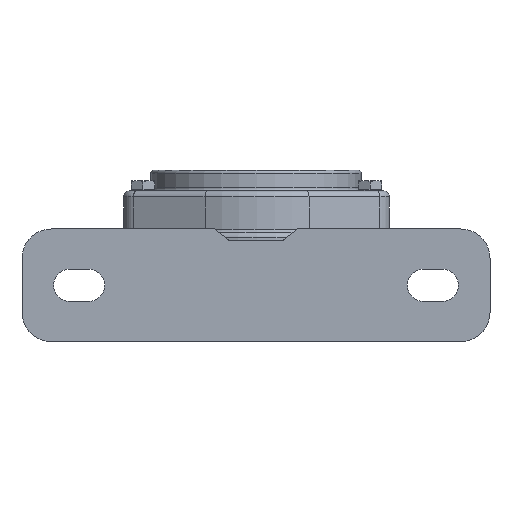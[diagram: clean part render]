
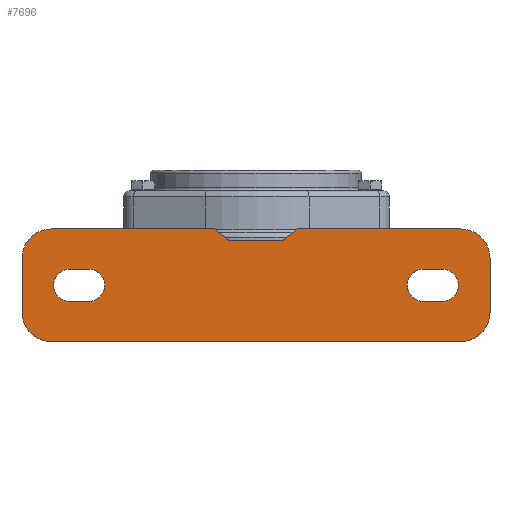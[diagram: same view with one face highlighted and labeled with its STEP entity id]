
A CAD part, front view. The second image highlights one B-rep face of the part: STEP entity #7696.
In plain terms, the highlighted planar face has unit normal (0, -1, 0).
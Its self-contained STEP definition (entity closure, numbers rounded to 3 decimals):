
#849=LINE($,#13066,#1215);
#854=LINE($,#13079,#1220);
#859=LINE($,#13097,#1225);
#862=LINE($,#13106,#1228);
#864=LINE($,#13123,#1230);
#877=LINE($,#13208,#1243);
#878=LINE($,#13212,#1244);
#879=LINE($,#13214,#1245);
#880=LINE($,#13215,#1246);
#881=LINE($,#13217,#1247);
#882=LINE($,#13221,#1248);
#883=LINE($,#13224,#1249);
#1215=VECTOR($,#10139,6.5);
#1220=VECTOR($,#10152,6.5);
#1225=VECTOR($,#10171,6.5);
#1228=VECTOR($,#10182,6.5);
#1230=VECTOR($,#10186,6.506);
#1243=VECTOR($,#10229,18.5);
#1244=VECTOR($,#10232,55.78);
#1245=VECTOR($,#10233,6.506);
#1246=VECTOR($,#10234,18.179);
#1247=VECTOR($,#10235,55.78);
#1248=VECTOR($,#10238,18.5);
#1249=VECTOR($,#10241,140.);
#1496=PLANE($,#8486);
#1684=FACE_BOUND($,#2713,.T.);
#1685=FACE_BOUND($,#2714,.T.);
#2153=FACE_OUTER_BOUND($,#2712,.T.);
#2712=EDGE_LOOP($,(#6356,#6357,#6358,#6359,#6360,#6361,#6362,#6363,#6364,
#6365,#6366,#6367));
#2713=EDGE_LOOP($,(#6368,#6369,#6370,#6371));
#2714=EDGE_LOOP($,(#6372,#6373,#6374,#6375));
#3284=CIRCLE($,#8459,5.5);
#3286=CIRCLE($,#8463,5.5);
#3288=CIRCLE($,#8466,5.5);
#3290=CIRCLE($,#8470,5.5);
#3297=CIRCLE($,#8487,10.);
#3298=CIRCLE($,#8488,10.);
#3299=CIRCLE($,#8489,10.);
#3300=CIRCLE($,#8490,10.);
#3887=VERTEX_POINT($,#13063);
#3888=VERTEX_POINT($,#13065);
#3890=VERTEX_POINT($,#13071);
#3892=VERTEX_POINT($,#13077);
#3895=VERTEX_POINT($,#13087);
#3896=VERTEX_POINT($,#13089);
#3898=VERTEX_POINT($,#13095);
#3900=VERTEX_POINT($,#13101);
#3903=VERTEX_POINT($,#13120);
#3904=VERTEX_POINT($,#13122);
#3919=VERTEX_POINT($,#13204);
#3920=VERTEX_POINT($,#13205);
#3921=VERTEX_POINT($,#13207);
#3922=VERTEX_POINT($,#13209);
#3923=VERTEX_POINT($,#13211);
#3924=VERTEX_POINT($,#13213);
#3925=VERTEX_POINT($,#13216);
#3926=VERTEX_POINT($,#13218);
#3927=VERTEX_POINT($,#13220);
#3928=VERTEX_POINT($,#13222);
#4746=EDGE_CURVE($,#3888,#3887,#849,.T.);
#4750=EDGE_CURVE($,#3887,#3890,#3284,.T.);
#4753=EDGE_CURVE($,#3890,#3892,#854,.T.);
#4755=EDGE_CURVE($,#3892,#3888,#3286,.T.);
#4758=EDGE_CURVE($,#3896,#3895,#3288,.T.);
#4762=EDGE_CURVE($,#3895,#3898,#859,.T.);
#4765=EDGE_CURVE($,#3898,#3900,#3290,.T.);
#4767=EDGE_CURVE($,#3900,#3896,#862,.T.);
#4770=EDGE_CURVE($,#3903,#3904,#864,.T.);
#4793=EDGE_CURVE($,#3919,#3920,#3297,.T.);
#4794=EDGE_CURVE($,#3921,#3919,#877,.T.);
#4795=EDGE_CURVE($,#3922,#3921,#3298,.T.);
#4796=EDGE_CURVE($,#3923,#3922,#878,.T.);
#4797=EDGE_CURVE($,#3924,#3923,#879,.T.);
#4798=EDGE_CURVE($,#3924,#3904,#880,.T.);
#4799=EDGE_CURVE($,#3925,#3903,#881,.T.);
#4800=EDGE_CURVE($,#3926,#3925,#3299,.T.);
#4801=EDGE_CURVE($,#3926,#3927,#882,.T.);
#4802=EDGE_CURVE($,#3928,#3927,#3300,.T.);
#4803=EDGE_CURVE($,#3928,#3920,#883,.T.);
#6356=ORIENTED_EDGE($,*,*,#4793,.F.);
#6357=ORIENTED_EDGE($,*,*,#4794,.F.);
#6358=ORIENTED_EDGE($,*,*,#4795,.F.);
#6359=ORIENTED_EDGE($,*,*,#4796,.F.);
#6360=ORIENTED_EDGE($,*,*,#4797,.F.);
#6361=ORIENTED_EDGE($,*,*,#4798,.T.);
#6362=ORIENTED_EDGE($,*,*,#4770,.F.);
#6363=ORIENTED_EDGE($,*,*,#4799,.F.);
#6364=ORIENTED_EDGE($,*,*,#4800,.F.);
#6365=ORIENTED_EDGE($,*,*,#4801,.T.);
#6366=ORIENTED_EDGE($,*,*,#4802,.F.);
#6367=ORIENTED_EDGE($,*,*,#4803,.T.);
#6368=ORIENTED_EDGE($,*,*,#4750,.T.);
#6369=ORIENTED_EDGE($,*,*,#4753,.T.);
#6370=ORIENTED_EDGE($,*,*,#4755,.T.);
#6371=ORIENTED_EDGE($,*,*,#4746,.T.);
#6372=ORIENTED_EDGE($,*,*,#4762,.T.);
#6373=ORIENTED_EDGE($,*,*,#4765,.T.);
#6374=ORIENTED_EDGE($,*,*,#4767,.T.);
#6375=ORIENTED_EDGE($,*,*,#4758,.T.);
#7696=ADVANCED_FACE($,(#2153,#1684,#1685),#1496,.T.);
#8459=AXIS2_PLACEMENT_3D($,#13073,#10146,#10147);
#8463=AXIS2_PLACEMENT_3D($,#13082,#10157,#10158);
#8466=AXIS2_PLACEMENT_3D($,#13090,#10164,#10165);
#8470=AXIS2_PLACEMENT_3D($,#13103,#10177,#10178);
#8486=AXIS2_PLACEMENT_3D($,#13203,#10225,#10226);
#8487=AXIS2_PLACEMENT_3D($,#13206,#10227,#10228);
#8488=AXIS2_PLACEMENT_3D($,#13210,#10230,#10231);
#8489=AXIS2_PLACEMENT_3D($,#13219,#10236,#10237);
#8490=AXIS2_PLACEMENT_3D($,#13223,#10239,#10240);
#10139=DIRECTION($,(-1.,0.,0.));
#10146=DIRECTION('center_axis',(0.,1.,0.));
#10147=DIRECTION('ref_axis',(0.,0.,1.));
#10152=DIRECTION($,(1.,0.,0.));
#10157=DIRECTION('center_axis',(0.,1.,0.));
#10158=DIRECTION('ref_axis',(0.,0.,-1.));
#10164=DIRECTION('center_axis',(0.,1.,0.));
#10165=DIRECTION('ref_axis',(0.,0.,1.));
#10171=DIRECTION($,(1.,0.,0.));
#10177=DIRECTION('center_axis',(0.,1.,0.));
#10178=DIRECTION('ref_axis',(0.,0.,-1.));
#10182=DIRECTION($,(-1.,0.,0.));
#10186=DIRECTION($,(0.789,0.,-0.615));
#10225=DIRECTION('center_axis',(0.,-1.,0.));
#10226=DIRECTION('ref_axis',(0.,0.,-1.));
#10227=DIRECTION('center_axis',(0.,1.,0.));
#10228=DIRECTION('ref_axis',(0.707,0.,-0.707));
#10229=DIRECTION($,(0.,0.,-1.));
#10230=DIRECTION('center_axis',(0.,1.,0.));
#10231=DIRECTION('ref_axis',(0.707,0.,0.707));
#10232=DIRECTION($,(1.,0.,0.));
#10233=DIRECTION($,(0.789,0.,0.615));
#10234=DIRECTION($,(-1.,0.,0.));
#10235=DIRECTION($,(1.,0.,0.));
#10236=DIRECTION('center_axis',(0.,1.,0.));
#10237=DIRECTION('ref_axis',(-0.707,0.,0.707));
#10238=DIRECTION($,(0.,0.,-1.));
#10239=DIRECTION('center_axis',(0.,1.,0.));
#10240=DIRECTION('ref_axis',(-0.707,0.,-0.707));
#10241=DIRECTION($,(1.,0.,0.));
#13063=CARTESIAN_POINT('',(67.39,-77.463,-132.967));
#13065=CARTESIAN_POINT('',(73.89,-77.463,-132.967));
#13066=CARTESIAN_POINT($,(-1.235,-77.463,-132.967));
#13071=CARTESIAN_POINT('',(67.39,-77.463,-121.967));
#13073=CARTESIAN_POINT('Origin',(67.39,-77.463,-127.467));
#13077=CARTESIAN_POINT('',(73.89,-77.463,-121.967));
#13079=CARTESIAN_POINT($,(2.015,-77.463,-121.967));
#13082=CARTESIAN_POINT('Origin',(73.89,-77.463,-127.467));
#13087=CARTESIAN_POINT('',(-53.61,-77.463,-121.967));
#13089=CARTESIAN_POINT('',(-53.61,-77.463,-132.967));
#13090=CARTESIAN_POINT('Origin',(-53.61,-77.463,-127.467));
#13095=CARTESIAN_POINT('',(-47.11,-77.463,-121.967));
#13097=CARTESIAN_POINT($,(-58.485,-77.463,-121.967));
#13101=CARTESIAN_POINT('',(-47.11,-77.463,-132.967));
#13103=CARTESIAN_POINT('Origin',(-47.11,-77.463,-127.467));
#13106=CARTESIAN_POINT($,(-61.735,-77.463,-132.967));
#13120=CARTESIAN_POINT('',(-4.08,-77.463,-108.217));
#13122=CARTESIAN_POINT('',(1.05,-77.463,-112.217));
#13123=CARTESIAN_POINT($,(-29.383,-77.463,-88.492));
#13203=CARTESIAN_POINT('Origin',(-69.86,-77.463,-108.217));
#13204=CARTESIAN_POINT('',(90.14,-77.463,-136.717));
#13205=CARTESIAN_POINT('',(80.14,-77.463,-146.717));
#13206=CARTESIAN_POINT('Origin',(80.14,-77.463,-136.717));
#13207=CARTESIAN_POINT('',(90.14,-77.463,-118.217));
#13208=CARTESIAN_POINT($,(90.14,-77.463,-108.217));
#13209=CARTESIAN_POINT('',(80.14,-77.463,-108.217));
#13210=CARTESIAN_POINT('Origin',(80.14,-77.463,-118.217));
#13211=CARTESIAN_POINT('',(24.36,-77.463,-108.217));
#13212=CARTESIAN_POINT($,(-69.86,-77.463,-108.217));
#13213=CARTESIAN_POINT('',(19.23,-77.463,-112.217));
#13214=CARTESIAN_POINT($,(-6.311,-77.463,-132.129));
#13215=CARTESIAN_POINT($,(-29.86,-77.463,-112.217));
#13216=CARTESIAN_POINT('',(-59.86,-77.463,-108.217));
#13217=CARTESIAN_POINT($,(-69.86,-77.463,-108.217));
#13218=CARTESIAN_POINT('',(-69.86,-77.463,-118.217));
#13219=CARTESIAN_POINT('Origin',(-59.86,-77.463,-118.217));
#13220=CARTESIAN_POINT('',(-69.86,-77.463,-136.717));
#13221=CARTESIAN_POINT($,(-69.86,-77.463,-108.217));
#13222=CARTESIAN_POINT('',(-59.86,-77.463,-146.717));
#13223=CARTESIAN_POINT('Origin',(-59.86,-77.463,-136.717));
#13224=CARTESIAN_POINT($,(-69.86,-77.463,-146.717));
